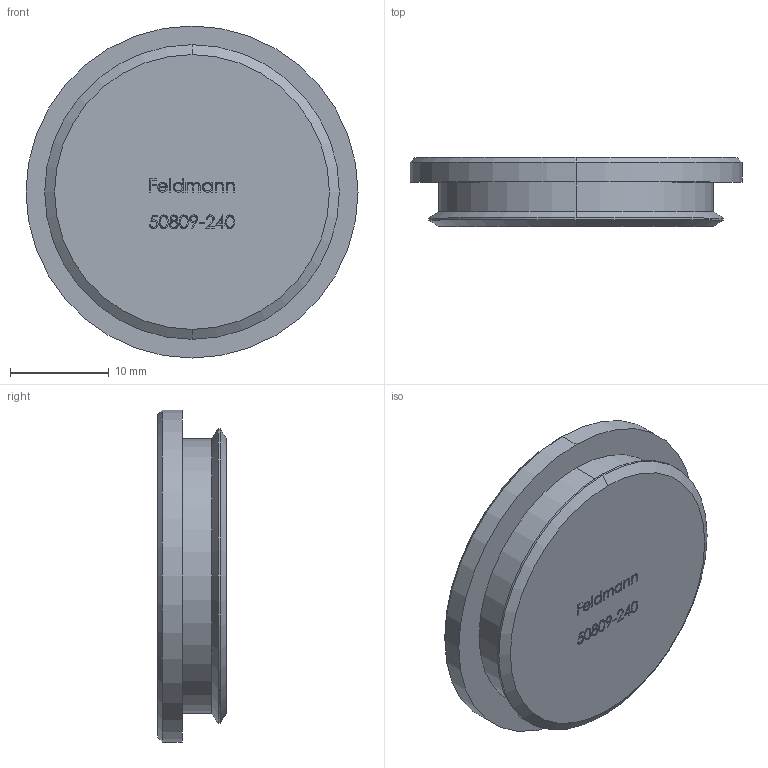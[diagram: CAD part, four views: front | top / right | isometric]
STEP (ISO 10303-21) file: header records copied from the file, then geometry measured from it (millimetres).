
FILE_DESCRIPTION (( 'STEP AP203' ), '1' );
FILE_NAME ('50809-240.STEP', '2018-11-30T11:40:53', ( '' ), ( '' ), 'SwSTEP 2.0', 'SolidWorks 2015', '' );
FILE_SCHEMA (( 'CONFIG_CONTROL_DESIGN' ));
Length unit declared in the file: millimetre
Products named in the file (1): 50809-240
Bounding box: 33.7 x 7 x 33.7 mm (x, y, z)
Volume: 5043.8 mm3; surface area: 2525.5 mm2
Topology: 1 solids, 1 shells, 243 faces, 631 edges, 418 vertices
Faces by surface type: plane 116, bspline 115, cone 6, cylinder 6
Entity records: 14088 total; most frequent: CARTESIAN_POINT 8832, ORIENTED_EDGE 1262, DIRECTION 675, EDGE_CURVE 631, VERTEX_POINT 418, LINE 385, VECTOR 385, EDGE_LOOP 271
